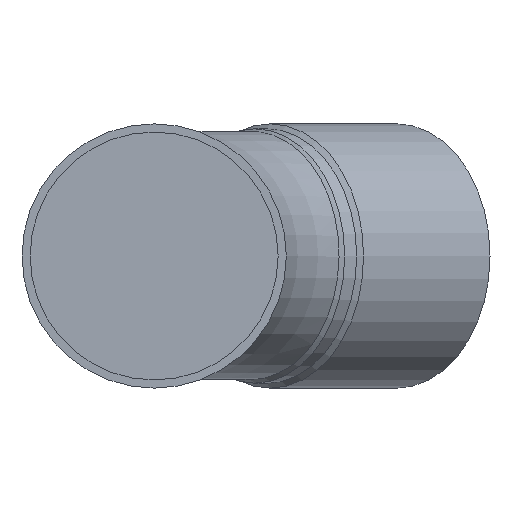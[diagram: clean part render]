
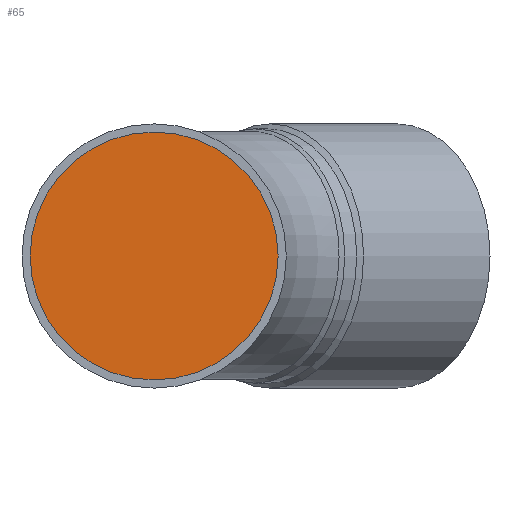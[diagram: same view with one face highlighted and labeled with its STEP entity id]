
A CAD part, front view. The second image highlights one B-rep face of the part: STEP entity #65.
In plain terms, the highlighted planar face has unit normal (0, -1, 0).
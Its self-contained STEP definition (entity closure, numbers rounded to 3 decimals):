
#65 = ADVANCED_FACE( '', ( #137 ), #138, .F. );
#137 = FACE_OUTER_BOUND( '', #202, .T. );
#138 = PLANE( '', #203 );
#202 = EDGE_LOOP( '', ( #287 ) );
#203 = AXIS2_PLACEMENT_3D( '', #288, #289, #290 );
#287 = ORIENTED_EDGE( '', *, *, #309, .T. );
#288 = CARTESIAN_POINT( '', ( 0.355, -4.2, -0.175 ) );
#289 = DIRECTION( '', ( 0., 1., 0. ) );
#290 = DIRECTION( '', ( 1., 0., 0. ) );
#309 = EDGE_CURVE( '', #345, #345, #346, .T. );
#345 = VERTEX_POINT( '', #512 );
#346 = CIRCLE( '', #513, 38. );
#512 = CARTESIAN_POINT( '', ( -37.645, -4.2, -0.175 ) );
#513 = AXIS2_PLACEMENT_3D( '', #676, #677, #678 );
#676 = CARTESIAN_POINT( '', ( 0.355, -4.2, -0.175 ) );
#677 = DIRECTION( '', ( 0., -1., 0. ) );
#678 = DIRECTION( '', ( -1., 0., 0. ) );
